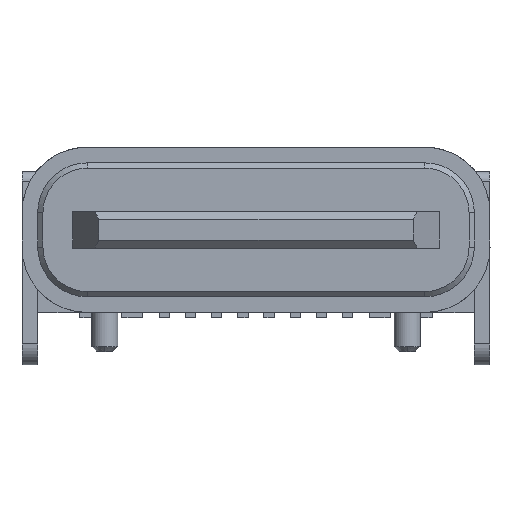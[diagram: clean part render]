
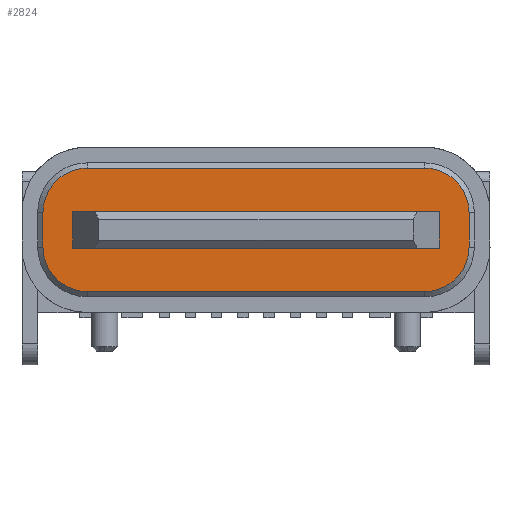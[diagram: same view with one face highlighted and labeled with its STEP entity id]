
A CAD part, front view. The second image highlights one B-rep face of the part: STEP entity #2824.
In plain terms, the highlighted planar face has unit normal (0, -1, 0).
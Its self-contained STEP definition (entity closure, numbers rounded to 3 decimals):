
#86 = EDGE_CURVE ( 'NONE', #7121, #826, #10712, .T. ) ;
#333 = EDGE_CURVE ( 'NONE', #2628, #2378, #3586, .T. ) ;
#334 = CARTESIAN_POINT ( 'NONE',  ( -3.22, -0.139, 1.25 ) ) ;
#440 = LINE ( 'NONE', #7359, #8682 ) ;
#527 = EDGE_CURVE ( 'NONE', #5362, #4868, #3377, .T. ) ;
#555 = ORIENTED_EDGE ( 'NONE', *, *, #4937, .T. ) ;
#632 = CIRCLE ( 'NONE', #2053, 0.85 ) ;
#758 = EDGE_LOOP ( 'NONE', ( #1451, #5769, #9918, #7493 ) ) ;
#767 = CARTESIAN_POINT ( 'NONE',  ( -4.07, -0.139, 1.25 ) ) ;
#794 = VERTEX_POINT ( 'NONE', #9273 ) ;
#814 = VERTEX_POINT ( 'NONE', #767 ) ;
#826 = VERTEX_POINT ( 'NONE', #1441 ) ;
#870 = CARTESIAN_POINT ( 'NONE',  ( 3.22, -0.139, 1.91 ) ) ;
#998 = DIRECTION ( 'NONE',  ( 1., 0., 0. ) ) ;
#1086 = FACE_OUTER_BOUND ( 'NONE', #1690, .T. ) ;
#1258 = VECTOR ( 'NONE', #1809, 1000. ) ;
#1259 = VERTEX_POINT ( 'NONE', #6002 ) ;
#1441 = CARTESIAN_POINT ( 'NONE',  ( -3.5, -0.139, 1.93 ) ) ;
#1451 = ORIENTED_EDGE ( 'NONE', *, *, #5056, .F. ) ;
#1562 = ORIENTED_EDGE ( 'NONE', *, *, #5019, .T. ) ;
#1690 = EDGE_LOOP ( 'NONE', ( #3181, #1562, #555, #8574, #6198, #2323, #5351, #7151 ) ) ;
#1709 = CARTESIAN_POINT ( 'NONE',  ( 3.22, -0.139, 1.91 ) ) ;
#1809 = DIRECTION ( 'NONE',  ( 1., 0., 0. ) ) ;
#1850 = DIRECTION ( 'NONE',  ( 0., 0., 1. ) ) ;
#1857 = CIRCLE ( 'NONE', #3292, 0.85 ) ;
#2053 = AXIS2_PLACEMENT_3D ( 'NONE', #1709, #2542, #10080 ) ;
#2184 = CARTESIAN_POINT ( 'NONE',  ( 3.22, -0.139, 2.76 ) ) ;
#2323 = ORIENTED_EDGE ( 'NONE', *, *, #8646, .T. ) ;
#2376 = EDGE_CURVE ( 'NONE', #794, #3132, #632, .T. ) ;
#2378 = VERTEX_POINT ( 'NONE', #8302 ) ;
#2542 = DIRECTION ( 'NONE',  ( 0., -1., 0. ) ) ;
#2628 = VERTEX_POINT ( 'NONE', #6809 ) ;
#2824 = ADVANCED_FACE ( 'NONE', ( #1086, #7686 ), #3558, .T. ) ;
#3091 = DIRECTION ( 'NONE',  ( -1., 0., 0. ) ) ;
#3132 = VERTEX_POINT ( 'NONE', #2184 ) ;
#3181 = ORIENTED_EDGE ( 'NONE', *, *, #333, .T. ) ;
#3292 = AXIS2_PLACEMENT_3D ( 'NONE', #9599, #8756, #7922 ) ;
#3377 = LINE ( 'NONE', #6780, #3411 ) ;
#3411 = VECTOR ( 'NONE', #10813, 1000. ) ;
#3558 = PLANE ( 'NONE',  #6263 ) ;
#3586 = LINE ( 'NONE', #8613, #1258 ) ;
#4009 = CARTESIAN_POINT ( 'NONE',  ( -3.22, -0.139, 2.76 ) ) ;
#4016 = DIRECTION ( 'NONE',  ( 0., 0., 1. ) ) ;
#4136 = DIRECTION ( 'NONE',  ( 0., 0., -1. ) ) ;
#4306 = LINE ( 'NONE', #7601, #7633 ) ;
#4524 = DIRECTION ( 'NONE',  ( 1., 0., 0. ) ) ;
#4534 = VECTOR ( 'NONE', #10020, 1000. ) ;
#4646 = DIRECTION ( 'NONE',  ( 0., -1., 0. ) ) ;
#4742 = LINE ( 'NONE', #4009, #8672 ) ;
#4760 = AXIS2_PLACEMENT_3D ( 'NONE', #334, #4646, #4524 ) ;
#4840 = EDGE_CURVE ( 'NONE', #826, #5362, #4306, .T. ) ;
#4868 = VERTEX_POINT ( 'NONE', #6658 ) ;
#4895 = CARTESIAN_POINT ( 'NONE',  ( -4.07, -0.139, 1.91 ) ) ;
#4937 = EDGE_CURVE ( 'NONE', #7478, #794, #7884, .T. ) ;
#5019 = EDGE_CURVE ( 'NONE', #2378, #7478, #10650, .T. ) ;
#5056 = EDGE_CURVE ( 'NONE', #4868, #7121, #440, .T. ) ;
#5270 = DIRECTION ( 'NONE',  ( 0., -1., 0. ) ) ;
#5351 = ORIENTED_EDGE ( 'NONE', *, *, #10716, .T. ) ;
#5362 = VERTEX_POINT ( 'NONE', #9711 ) ;
#5454 = VECTOR ( 'NONE', #3091, 1000. ) ;
#5769 = ORIENTED_EDGE ( 'NONE', *, *, #527, .F. ) ;
#5839 = CARTESIAN_POINT ( 'NONE',  ( 4.07, -0.139, 1.25 ) ) ;
#5916 = EDGE_CURVE ( 'NONE', #814, #2628, #9760, .T. ) ;
#5959 = DIRECTION ( 'NONE',  ( 0., -1., 0. ) ) ;
#5997 = EDGE_CURVE ( 'NONE', #3132, #1259, #4742, .T. ) ;
#6002 = CARTESIAN_POINT ( 'NONE',  ( -3.22, -0.139, 2.76 ) ) ;
#6088 = CARTESIAN_POINT ( 'NONE',  ( 3.22, -0.139, 1.25 ) ) ;
#6174 = CARTESIAN_POINT ( 'NONE',  ( 3.5, -0.139, 1.93 ) ) ;
#6198 = ORIENTED_EDGE ( 'NONE', *, *, #5997, .T. ) ;
#6263 = AXIS2_PLACEMENT_3D ( 'NONE', #870, #5959, #9423 ) ;
#6387 = VECTOR ( 'NONE', #1850, 1000. ) ;
#6658 = CARTESIAN_POINT ( 'NONE',  ( 3.5, -0.139, 1.23 ) ) ;
#6780 = CARTESIAN_POINT ( 'NONE',  ( -3.5, -0.139, 1.23 ) ) ;
#6809 = CARTESIAN_POINT ( 'NONE',  ( -3.22, -0.139, 0.4 ) ) ;
#7024 = CARTESIAN_POINT ( 'NONE',  ( -3.5, -0.139, 1.93 ) ) ;
#7121 = VERTEX_POINT ( 'NONE', #6174 ) ;
#7151 = ORIENTED_EDGE ( 'NONE', *, *, #5916, .T. ) ;
#7201 = VERTEX_POINT ( 'NONE', #8813 ) ;
#7359 = CARTESIAN_POINT ( 'NONE',  ( 3.5, -0.139, 1.23 ) ) ;
#7478 = VERTEX_POINT ( 'NONE', #5839 ) ;
#7493 = ORIENTED_EDGE ( 'NONE', *, *, #86, .F. ) ;
#7601 = CARTESIAN_POINT ( 'NONE',  ( -3.5, -0.139, 1.23 ) ) ;
#7633 = VECTOR ( 'NONE', #4136, 1000. ) ;
#7686 = FACE_BOUND ( 'NONE', #758, .T. ) ;
#7884 = LINE ( 'NONE', #10327, #6387 ) ;
#7922 = DIRECTION ( 'NONE',  ( 1., 0., 0. ) ) ;
#8302 = CARTESIAN_POINT ( 'NONE',  ( 3.22, -0.139, 0.4 ) ) ;
#8574 = ORIENTED_EDGE ( 'NONE', *, *, #2376, .T. ) ;
#8613 = CARTESIAN_POINT ( 'NONE',  ( 3.22, -0.139, 0.4 ) ) ;
#8646 = EDGE_CURVE ( 'NONE', #1259, #7201, #1857, .T. ) ;
#8672 = VECTOR ( 'NONE', #10855, 1000. ) ;
#8682 = VECTOR ( 'NONE', #4016, 1000. ) ;
#8715 = AXIS2_PLACEMENT_3D ( 'NONE', #6088, #5270, #998 ) ;
#8756 = DIRECTION ( 'NONE',  ( 0., -1., 0. ) ) ;
#8813 = CARTESIAN_POINT ( 'NONE',  ( -4.07, -0.139, 1.91 ) ) ;
#9273 = CARTESIAN_POINT ( 'NONE',  ( 4.07, -0.139, 1.91 ) ) ;
#9423 = DIRECTION ( 'NONE',  ( 0., 0., -1. ) ) ;
#9599 = CARTESIAN_POINT ( 'NONE',  ( -3.22, -0.139, 1.91 ) ) ;
#9711 = CARTESIAN_POINT ( 'NONE',  ( -3.5, -0.139, 1.23 ) ) ;
#9760 = CIRCLE ( 'NONE', #4760, 0.85 ) ;
#9918 = ORIENTED_EDGE ( 'NONE', *, *, #4840, .F. ) ;
#10020 = DIRECTION ( 'NONE',  ( 0., 0., -1. ) ) ;
#10080 = DIRECTION ( 'NONE',  ( 1., 0., 0. ) ) ;
#10189 = LINE ( 'NONE', #4895, #4534 ) ;
#10327 = CARTESIAN_POINT ( 'NONE',  ( 4.07, -0.139, 1.91 ) ) ;
#10650 = CIRCLE ( 'NONE', #8715, 0.85 ) ;
#10712 = LINE ( 'NONE', #7024, #5454 ) ;
#10716 = EDGE_CURVE ( 'NONE', #7201, #814, #10189, .T. ) ;
#10813 = DIRECTION ( 'NONE',  ( 1., 0., 0. ) ) ;
#10855 = DIRECTION ( 'NONE',  ( -1., 0., 0. ) ) ;
